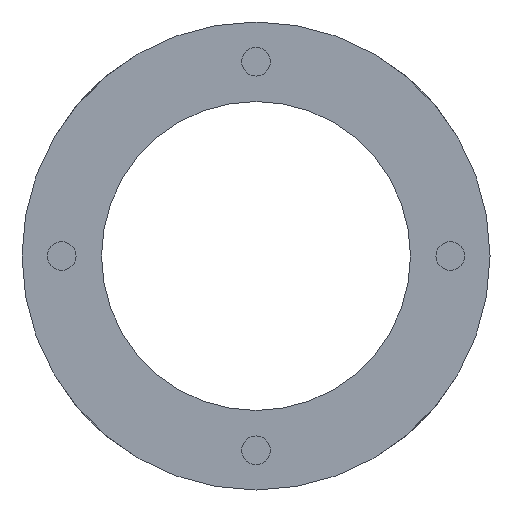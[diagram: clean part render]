
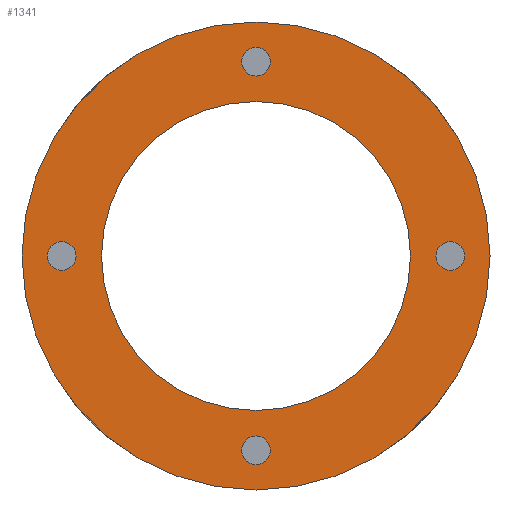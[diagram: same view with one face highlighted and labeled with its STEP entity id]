
A CAD part, left-side view. The second image highlights one B-rep face of the part: STEP entity #1341.
In plain terms, the highlighted planar face has unit normal (-1, 0, 0).
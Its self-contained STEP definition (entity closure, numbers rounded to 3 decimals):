
#47 = CARTESIAN_POINT ( 'NONE',  ( 0., 22., 0. ) ) ;
#48 = DIRECTION ( 'NONE',  ( 1., 0., 0. ) ) ;
#49 = DIRECTION ( 'NONE',  ( 0., 0., 1. ) ) ;
#50 = CARTESIAN_POINT ( 'NONE',  ( 0., 0., -22. ) ) ;
#51 = DIRECTION ( 'NONE',  ( 1., 0., 0. ) ) ;
#52 = DIRECTION ( 'NONE',  ( 0., 0., 1. ) ) ;
#53 = CARTESIAN_POINT ( 'NONE',  ( 0., -22., 0. ) ) ;
#54 = DIRECTION ( 'NONE',  ( 1., 0., 0. ) ) ;
#55 = DIRECTION ( 'NONE',  ( 0., 0., 1. ) ) ;
#56 = CARTESIAN_POINT ( 'NONE',  ( 0., 0., 22. ) ) ;
#57 = DIRECTION ( 'NONE',  ( 1., 0., 0. ) ) ;
#58 = DIRECTION ( 'NONE',  ( 0., 0., 1. ) ) ;
#59 = CARTESIAN_POINT ( 'NONE',  ( 0., 0., 0. ) ) ;
#60 = DIRECTION ( 'NONE',  ( 1., 0., 0. ) ) ;
#61 = DIRECTION ( 'NONE',  ( 0., 0., -1. ) ) ;
#119 = EDGE_LOOP ( 'NONE', ( #3297, #3298 ) ) ;
#136 = EDGE_LOOP ( 'NONE', ( #3289, #3290 ) ) ;
#137 = CARTESIAN_POINT ( 'NONE',  ( 0., 0., 0. ) ) ;
#138 = DIRECTION ( 'NONE',  ( 1., 0., 0. ) ) ;
#139 = DIRECTION ( 'NONE',  ( 0., 0., -1. ) ) ;
#140 = CARTESIAN_POINT ( 'NONE',  ( 0., 0., 0. ) ) ;
#141 = DIRECTION ( 'NONE',  ( 1., 0., 0. ) ) ;
#142 = DIRECTION ( 'NONE',  ( 0., 0., -1. ) ) ;
#150 = EDGE_LOOP ( 'NONE', ( #3291, #3292 ) ) ;
#253 = EDGE_LOOP ( 'NONE', ( #3295, #3296 ) ) ;
#262 = CARTESIAN_POINT ( 'NONE',  ( 0., 22., 0. ) ) ;
#263 = DIRECTION ( 'NONE',  ( 1., 0., 0. ) ) ;
#264 = DIRECTION ( 'NONE',  ( 0., 0., 1. ) ) ;
#387 = EDGE_LOOP ( 'NONE', ( #3287, #3288 ) ) ;
#454 = CARTESIAN_POINT ( 'NONE',  ( 0., 0., -22. ) ) ;
#455 = DIRECTION ( 'NONE',  ( 1., 0., 0. ) ) ;
#456 = DIRECTION ( 'NONE',  ( 0., 0., 1. ) ) ;
#459 = CARTESIAN_POINT ( 'NONE',  ( 0., 0., 0. ) ) ;
#460 = DIRECTION ( 'NONE',  ( 1., 0., 0. ) ) ;
#461 = DIRECTION ( 'NONE',  ( 0., 0., -1. ) ) ;
#477 = CARTESIAN_POINT ( 'NONE',  ( 0., 0., 22. ) ) ;
#478 = DIRECTION ( 'NONE',  ( 1., 0., 0. ) ) ;
#479 = DIRECTION ( 'NONE',  ( 0., 0., 1. ) ) ;
#488 = CARTESIAN_POINT ( 'NONE',  ( 0., -22., 0. ) ) ;
#489 = DIRECTION ( 'NONE',  ( 1., 0., 0. ) ) ;
#490 = DIRECTION ( 'NONE',  ( 0., 0., 1. ) ) ;
#834 = EDGE_CURVE ( 'NONE', #2892, #2908, #1061, .T. ) ;
#835 = EDGE_CURVE ( 'NONE', #2851, #2902, #1063, .T. ) ;
#836 = EDGE_CURVE ( 'NONE', #2911, #2889, #1065, .T. ) ;
#837 = EDGE_CURVE ( 'NONE', #2855, #2840, #1066, .T. ) ;
#838 = EDGE_CURVE ( 'NONE', #2887, #2850, #1067, .T. ) ;
#842 = EDGE_CURVE ( 'NONE', #2881, #2919, #1070, .T. ) ;
#843 = EDGE_CURVE ( 'NONE', #2919, #2881, #1072, .T. ) ;
#864 = EDGE_CURVE ( 'NONE', #2908, #2892, #1101, .T. ) ;
#891 = EDGE_CURVE ( 'NONE', #2902, #2851, #1145, .T. ) ;
#892 = EDGE_CURVE ( 'NONE', #2850, #2887, #1148, .T. ) ;
#899 = EDGE_CURVE ( 'NONE', #2840, #2855, #1156, .T. ) ;
#903 = EDGE_CURVE ( 'NONE', #2889, #2911, #1162, .T. ) ;
#1061 = CIRCLE ( 'NONE', #3011, 1.621 ) ;
#1063 = CIRCLE ( 'NONE', #3012, 1.621 ) ;
#1065 = CIRCLE ( 'NONE', #3013, 1.621 ) ;
#1066 = CIRCLE ( 'NONE', #3014, 1.621 ) ;
#1067 = CIRCLE ( 'NONE', #3015, 17.5 ) ;
#1070 = CIRCLE ( 'NONE', #3017, 26.5 ) ;
#1072 = CIRCLE ( 'NONE', #3018, 26.5 ) ;
#1101 = CIRCLE ( 'NONE', #3024, 1.621 ) ;
#1145 = CIRCLE ( 'NONE', #3027, 1.621 ) ;
#1148 = CIRCLE ( 'NONE', #3028, 17.5 ) ;
#1156 = CIRCLE ( 'NONE', #3032, 1.621 ) ;
#1162 = CIRCLE ( 'NONE', #3034, 1.621 ) ;
#1341 = ADVANCED_FACE ( 'NONE', ( #1645, #1653, #1649, #1647, #1651, #1654 ), #1994, .T. ) ;
#1344 = EDGE_LOOP ( 'NONE', ( #3293, #3294 ) ) ;
#1645 = FACE_BOUND ( 'NONE', #387, .T. ) ;
#1647 = FACE_BOUND ( 'NONE', #1344, .T. ) ;
#1649 = FACE_BOUND ( 'NONE', #150, .T. ) ;
#1651 = FACE_BOUND ( 'NONE', #253, .T. ) ;
#1653 = FACE_BOUND ( 'NONE', #136, .T. ) ;
#1654 = FACE_OUTER_BOUND ( 'NONE', #119, .T. ) ;
#1789 = AXIS2_PLACEMENT_3D ( 'NONE', #1996, #1992, #1997 ) ;
#1992 = DIRECTION ( 'NONE',  ( -1., 0., 0. ) ) ;
#1994 = PLANE ( 'NONE',  #1789 ) ;
#1996 = CARTESIAN_POINT ( 'NONE',  ( 0., 22., 0. ) ) ;
#1997 = DIRECTION ( 'NONE',  ( 0., 0., 1. ) ) ;
#2015 = CARTESIAN_POINT ( 'NONE',  ( 0., 0., 23.621 ) ) ;
#2024 = CARTESIAN_POINT ( 'NONE',  ( 0., 0., 17.5 ) ) ;
#2025 = CARTESIAN_POINT ( 'NONE',  ( 0., 0., -23.621 ) ) ;
#2029 = CARTESIAN_POINT ( 'NONE',  ( 0., 0., 20.379 ) ) ;
#2052 = CARTESIAN_POINT ( 'NONE',  ( 0., 0., 26.5 ) ) ;
#2058 = CARTESIAN_POINT ( 'NONE',  ( 0., 0., -17.5 ) ) ;
#2060 = CARTESIAN_POINT ( 'NONE',  ( 0., -22., 1.621 ) ) ;
#2061 = CARTESIAN_POINT ( 'NONE',  ( 0., 22., -1.621 ) ) ;
#2070 = CARTESIAN_POINT ( 'NONE',  ( 0., 0., -20.379 ) ) ;
#2076 = CARTESIAN_POINT ( 'NONE',  ( 0., 22., 1.621 ) ) ;
#2079 = CARTESIAN_POINT ( 'NONE',  ( 0., -22., -1.621 ) ) ;
#2087 = CARTESIAN_POINT ( 'NONE',  ( 0., 0., -26.5 ) ) ;
#2840 = VERTEX_POINT ( 'NONE', #2015 ) ;
#2850 = VERTEX_POINT ( 'NONE', #2024 ) ;
#2851 = VERTEX_POINT ( 'NONE', #2025 ) ;
#2855 = VERTEX_POINT ( 'NONE', #2029 ) ;
#2881 = VERTEX_POINT ( 'NONE', #2052 ) ;
#2887 = VERTEX_POINT ( 'NONE', #2058 ) ;
#2889 = VERTEX_POINT ( 'NONE', #2060 ) ;
#2892 = VERTEX_POINT ( 'NONE', #2061 ) ;
#2902 = VERTEX_POINT ( 'NONE', #2070 ) ;
#2908 = VERTEX_POINT ( 'NONE', #2076 ) ;
#2911 = VERTEX_POINT ( 'NONE', #2079 ) ;
#2919 = VERTEX_POINT ( 'NONE', #2087 ) ;
#3011 = AXIS2_PLACEMENT_3D ( 'NONE', #47, #48, #49 ) ;
#3012 = AXIS2_PLACEMENT_3D ( 'NONE', #50, #51, #52 ) ;
#3013 = AXIS2_PLACEMENT_3D ( 'NONE', #53, #54, #55 ) ;
#3014 = AXIS2_PLACEMENT_3D ( 'NONE', #56, #57, #58 ) ;
#3015 = AXIS2_PLACEMENT_3D ( 'NONE', #59, #60, #61 ) ;
#3017 = AXIS2_PLACEMENT_3D ( 'NONE', #137, #138, #139 ) ;
#3018 = AXIS2_PLACEMENT_3D ( 'NONE', #140, #141, #142 ) ;
#3024 = AXIS2_PLACEMENT_3D ( 'NONE', #262, #263, #264 ) ;
#3027 = AXIS2_PLACEMENT_3D ( 'NONE', #454, #455, #456 ) ;
#3028 = AXIS2_PLACEMENT_3D ( 'NONE', #459, #460, #461 ) ;
#3032 = AXIS2_PLACEMENT_3D ( 'NONE', #477, #478, #479 ) ;
#3034 = AXIS2_PLACEMENT_3D ( 'NONE', #488, #489, #490 ) ;
#3287 = ORIENTED_EDGE ( 'NONE', *, *, #838, .T. ) ;
#3288 = ORIENTED_EDGE ( 'NONE', *, *, #892, .T. ) ;
#3289 = ORIENTED_EDGE ( 'NONE', *, *, #899, .T. ) ;
#3290 = ORIENTED_EDGE ( 'NONE', *, *, #837, .T. ) ;
#3291 = ORIENTED_EDGE ( 'NONE', *, *, #903, .T. ) ;
#3292 = ORIENTED_EDGE ( 'NONE', *, *, #836, .T. ) ;
#3293 = ORIENTED_EDGE ( 'NONE', *, *, #891, .T. ) ;
#3294 = ORIENTED_EDGE ( 'NONE', *, *, #835, .T. ) ;
#3295 = ORIENTED_EDGE ( 'NONE', *, *, #864, .T. ) ;
#3296 = ORIENTED_EDGE ( 'NONE', *, *, #834, .T. ) ;
#3297 = ORIENTED_EDGE ( 'NONE', *, *, #843, .F. ) ;
#3298 = ORIENTED_EDGE ( 'NONE', *, *, #842, .F. ) ;
